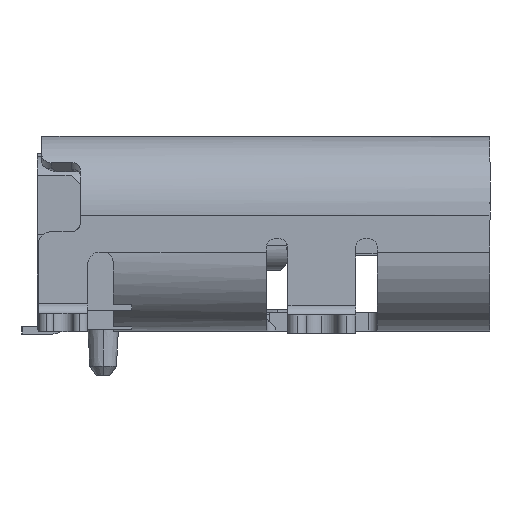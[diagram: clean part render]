
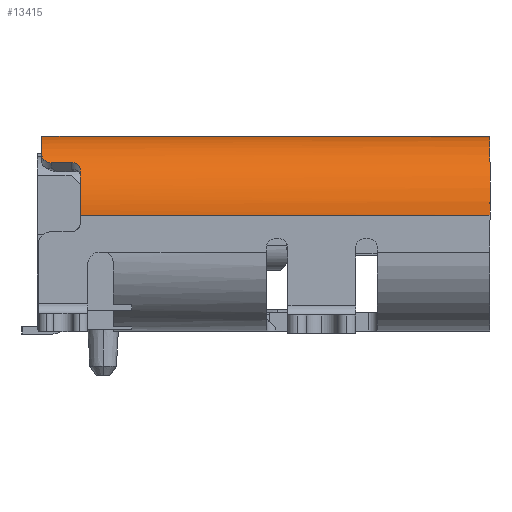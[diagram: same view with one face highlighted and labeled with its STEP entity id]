
A CAD part, left-side view. The second image highlights one B-rep face of the part: STEP entity #13415.
In plain terms, the highlighted cylindrical face has radius 1.28 mm (diameter 2.56 mm), a partial arc.
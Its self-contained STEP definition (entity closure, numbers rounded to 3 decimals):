
#872 = CARTESIAN_POINT ( 'NONE',  ( -3.19, 0.739, 1.58 ) ) ;
#2107 = EDGE_CURVE ( 'NONE', #16899, #20719, #12690, .T. ) ;
#2189 = CARTESIAN_POINT ( 'NONE',  ( -4.064, 2.194, 1.236 ) ) ;
#2388 = CIRCLE ( 'NONE', #23313, 1.28 ) ;
#3183 = DIRECTION ( 'NONE',  ( 0., 1., 0. ) ) ;
#3572 = VERTEX_POINT ( 'NONE', #23904 ) ;
#4560 = CIRCLE ( 'NONE', #28190, 1.28 ) ;
#4677 = CARTESIAN_POINT ( 'NONE',  ( -4.143, 2.044, 1.155 ) ) ;
#4880 = CARTESIAN_POINT ( 'NONE',  ( -4.143, 1.936, 1.155 ) ) ;
#4979 = DIRECTION ( 'NONE',  ( 0.051, 0., 0.999 ) ) ;
#5291 = DIRECTION ( 'NONE',  ( 0., -1., 0. ) ) ;
#5740 = CARTESIAN_POINT ( 'NONE',  ( -4.19, 1.585, 1.099 ) ) ;
#6338 = CARTESIAN_POINT ( 'NONE',  ( -3.19, -5.081, 1.58 ) ) ;
#7015 = DIRECTION ( 'NONE',  ( 0., 0., 1. ) ) ;
#7898 = CARTESIAN_POINT ( 'NONE',  ( -4.154, 1.641, 1.143 ) ) ;
#8483 = VECTOR ( 'NONE', #33730, 1000. ) ;
#9006 = CIRCLE ( 'NONE', #19158, 1.28 ) ;
#9019 = VERTEX_POINT ( 'NONE', #9713 ) ;
#9176 = CARTESIAN_POINT ( 'NONE',  ( -4.445, 1.569, 0.552 ) ) ;
#9713 = CARTESIAN_POINT ( 'NONE',  ( -3.19, 2.194, 1.58 ) ) ;
#9886 = B_SPLINE_CURVE_WITH_KNOTS ( 'NONE', 3,
 ( #36756, #17325, #4880, #4677 ),
 .UNSPECIFIED., .F., .F.,
 ( 4, 4 ),
 ( 0., 1. ),
 .UNSPECIFIED. ) ;
#11004 = AXIS2_PLACEMENT_3D ( 'NONE', #37192, #12243, #34463 ) ;
#11851 = ORIENTED_EDGE ( 'NONE', *, *, #28768, .T. ) ;
#12047 = CARTESIAN_POINT ( 'NONE',  ( -3.19, 1.569, 0.3 ) ) ;
#12186 = ORIENTED_EDGE ( 'NONE', *, *, #17755, .T. ) ;
#12243 = DIRECTION ( 'NONE',  ( 0., -1., 0. ) ) ;
#12267 = CARTESIAN_POINT ( 'NONE',  ( -3.19, -1.441, 0.3 ) ) ;
#12690 = LINE ( 'NONE', #15644, #20748 ) ;
#13415 = ADVANCED_FACE ( 'NONE', ( #30531 ), #34118, .T. ) ;
#13658 = LINE ( 'NONE', #17643, #8483 ) ;
#15241 = CARTESIAN_POINT ( 'NONE',  ( -4.143, 1.678, 1.155 ) ) ;
#15447 = DIRECTION ( 'NONE',  ( 0., -1., 0. ) ) ;
#15644 = CARTESIAN_POINT ( 'NONE',  ( -3.19, -5.081, 1.58 ) ) ;
#16163 = EDGE_CURVE ( 'NONE', #34323, #16899, #2388, .T. ) ;
#16899 = VERTEX_POINT ( 'NONE', #34422 ) ;
#17325 = CARTESIAN_POINT ( 'NONE',  ( -4.143, 1.827, 1.155 ) ) ;
#17552 = EDGE_CURVE ( 'NONE', #9019, #20958, #25240, .T. ) ;
#17643 = CARTESIAN_POINT ( 'NONE',  ( -4.47, -5.081, 0.3 ) ) ;
#17755 = EDGE_CURVE ( 'NONE', #27292, #3572, #27950, .T. ) ;
#17786 = EDGE_CURVE ( 'NONE', #32433, #35658, #9006, .T. ) ;
#17841 = EDGE_LOOP ( 'NONE', ( #24027, #11851, #37953, #32772, #31433, #25149, #12186, #18168, #30846, #25007, #33823 ) ) ;
#18168 = ORIENTED_EDGE ( 'NONE', *, *, #40804, .T. ) ;
#18295 = VERTEX_POINT ( 'NONE', #24293 ) ;
#18603 = CARTESIAN_POINT ( 'NONE',  ( -4.237, 1.569, 1.036 ) ) ;
#18890 = CARTESIAN_POINT ( 'NONE',  ( -4.237, 1.569, 1.036 ) ) ;
#19001 = CARTESIAN_POINT ( 'NONE',  ( -4.092, 2.178, 1.209 ) ) ;
#19158 = AXIS2_PLACEMENT_3D ( 'NONE', #12047, #15447, #22011 ) ;
#20719 = VERTEX_POINT ( 'NONE', #872 ) ;
#20748 = VECTOR ( 'NONE', #22255, 1000. ) ;
#20958 = VERTEX_POINT ( 'NONE', #21095 ) ;
#21095 = CARTESIAN_POINT ( 'NONE',  ( -4.031, 2.194, 1.265 ) ) ;
#22011 = DIRECTION ( 'NONE',  ( -0.818, 0., 0.575 ) ) ;
#22255 = DIRECTION ( 'NONE',  ( 0., 1., 0. ) ) ;
#23313 = AXIS2_PLACEMENT_3D ( 'NONE', #39133, #32391, #35965 ) ;
#23904 = CARTESIAN_POINT ( 'NONE',  ( -4.37, 1.569, 0.795 ) ) ;
#24027 = ORIENTED_EDGE ( 'NONE', *, *, #2107, .T. ) ;
#24293 = CARTESIAN_POINT ( 'NONE',  ( -4.143, 1.719, 1.155 ) ) ;
#24760 = AXIS2_PLACEMENT_3D ( 'NONE', #12267, #37064, #4979 ) ;
#25007 = ORIENTED_EDGE ( 'NONE', *, *, #36658, .F. ) ;
#25149 = ORIENTED_EDGE ( 'NONE', *, *, #41620, .T. ) ;
#25240 = CIRCLE ( 'NONE', #36649, 1.28 ) ;
#25388 = CARTESIAN_POINT ( 'NONE',  ( -4.143, 2.044, 1.155 ) ) ;
#27099 = VECTOR ( 'NONE', #3183, 1000. ) ;
#27292 = VERTEX_POINT ( 'NONE', #18890 ) ;
#27410 = B_SPLINE_CURVE_WITH_KNOTS ( 'NONE', 3,
 ( #31284, #15241, #7898, #5740, #30508, #18603 ),
 .UNSPECIFIED., .F., .F.,
 ( 4, 2, 4 ),
 ( 0., 0.5, 1. ),
 .UNSPECIFIED. ) ;
#27787 = EDGE_CURVE ( 'NONE', #18295, #29890, #9886, .T. ) ;
#27950 = CIRCLE ( 'NONE', #11004, 1.28 ) ;
#28190 = AXIS2_PLACEMENT_3D ( 'NONE', #40551, #5291, #31039 ) ;
#28768 = EDGE_CURVE ( 'NONE', #20719, #9019, #38625, .T. ) ;
#29890 = VERTEX_POINT ( 'NONE', #25388 ) ;
#30508 = CARTESIAN_POINT ( 'NONE',  ( -4.214, 1.569, 1.069 ) ) ;
#30531 = FACE_OUTER_BOUND ( 'NONE', #17841, .T. ) ;
#30709 = CARTESIAN_POINT ( 'NONE',  ( -4.133, 2.121, 1.167 ) ) ;
#30846 = ORIENTED_EDGE ( 'NONE', *, *, #17786, .T. ) ;
#31039 = DIRECTION ( 'NONE',  ( -0.818, 0., 0.575 ) ) ;
#31104 = CARTESIAN_POINT ( 'NONE',  ( -4.143, 2.044, 1.155 ) ) ;
#31284 = CARTESIAN_POINT ( 'NONE',  ( -4.143, 1.719, 1.155 ) ) ;
#31433 = ORIENTED_EDGE ( 'NONE', *, *, #27787, .F. ) ;
#31895 = CARTESIAN_POINT ( 'NONE',  ( -4.142, 2.086, 1.155 ) ) ;
#31966 = DIRECTION ( 'NONE',  ( 0., -1., 0. ) ) ;
#32391 = DIRECTION ( 'NONE',  ( 0., 1., 0. ) ) ;
#32433 = VERTEX_POINT ( 'NONE', #9176 ) ;
#32772 = ORIENTED_EDGE ( 'NONE', *, *, #36376, .T. ) ;
#33722 = CARTESIAN_POINT ( 'NONE',  ( -4.47, 1.569, 0.3 ) ) ;
#33730 = DIRECTION ( 'NONE',  ( 0., 1., 0. ) ) ;
#33823 = ORIENTED_EDGE ( 'NONE', *, *, #16163, .T. ) ;
#33870 = CARTESIAN_POINT ( 'NONE',  ( -4.031, 2.194, 1.265 ) ) ;
#34118 = CYLINDRICAL_SURFACE ( 'NONE', #24760, 1.28 ) ;
#34313 = CARTESIAN_POINT ( 'NONE',  ( -3.19, 2.194, 0.3 ) ) ;
#34323 = VERTEX_POINT ( 'NONE', #36133 ) ;
#34422 = CARTESIAN_POINT ( 'NONE',  ( -3.19, -5.081, 1.58 ) ) ;
#34463 = DIRECTION ( 'NONE',  ( -0.818, 0., 0.575 ) ) ;
#35658 = VERTEX_POINT ( 'NONE', #33722 ) ;
#35965 = DIRECTION ( 'NONE',  ( -1., 0., 0. ) ) ;
#36133 = CARTESIAN_POINT ( 'NONE',  ( -4.47, -5.081, 0.3 ) ) ;
#36376 = EDGE_CURVE ( 'NONE', #20958, #29890, #40246, .T. ) ;
#36649 = AXIS2_PLACEMENT_3D ( 'NONE', #34313, #31966, #7015 ) ;
#36658 = EDGE_CURVE ( 'NONE', #34323, #35658, #13658, .T. ) ;
#36756 = CARTESIAN_POINT ( 'NONE',  ( -4.143, 1.719, 1.155 ) ) ;
#37064 = DIRECTION ( 'NONE',  ( 0., -1., 0. ) ) ;
#37192 = CARTESIAN_POINT ( 'NONE',  ( -3.19, 1.569, 0.3 ) ) ;
#37953 = ORIENTED_EDGE ( 'NONE', *, *, #17552, .T. ) ;
#38625 = LINE ( 'NONE', #6338, #27099 ) ;
#39133 = CARTESIAN_POINT ( 'NONE',  ( -3.19, -5.081, 0.3 ) ) ;
#40246 = B_SPLINE_CURVE_WITH_KNOTS ( 'NONE', 3,
 ( #33870, #2189, #19001, #30709, #31895, #31104 ),
 .UNSPECIFIED., .F., .F.,
 ( 4, 2, 4 ),
 ( 0., 0.5, 1. ),
 .UNSPECIFIED. ) ;
#40551 = CARTESIAN_POINT ( 'NONE',  ( -3.19, 1.569, 0.3 ) ) ;
#40804 = EDGE_CURVE ( 'NONE', #3572, #32433, #4560, .T. ) ;
#41620 = EDGE_CURVE ( 'NONE', #18295, #27292, #27410, .T. ) ;
